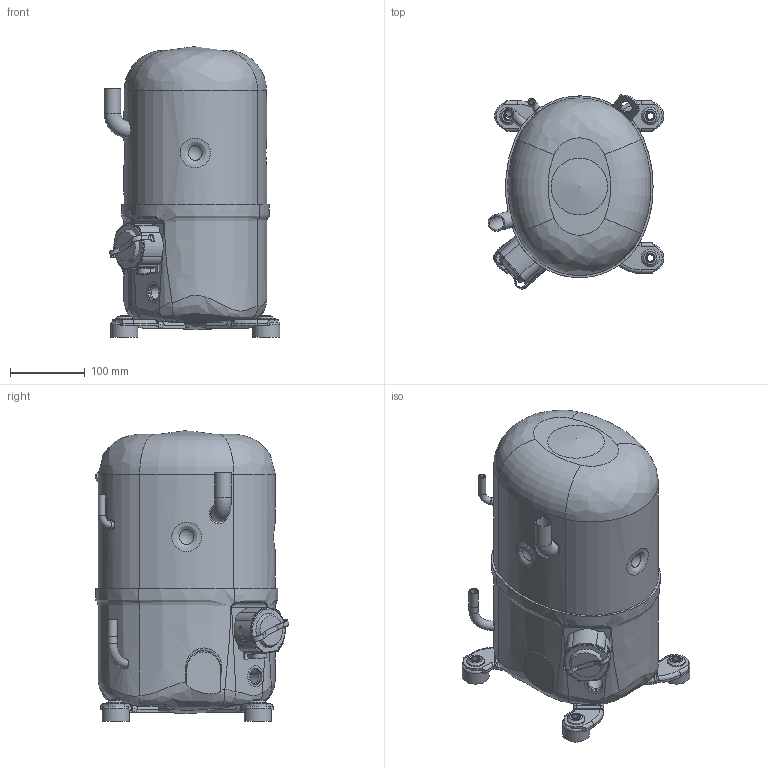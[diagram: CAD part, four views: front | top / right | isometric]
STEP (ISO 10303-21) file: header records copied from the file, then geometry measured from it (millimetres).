
FILE_DESCRIPTION(/* description */ (''),/* implementation_level */ '2;1');
FILE_NAME(/* name */ 'DCFH233_e-m.stp',/* time_stamp */ '2016-09-06T17:03:51+02:00',/* author */ (''),/* organization */ (''),/* preprocessor_version */ 'ST-DEVELOPER v14',/* originating_system */ 'SIEMENS PLM Software NX 8.0',/* authorisation */ '');
FILE_SCHEMA (('CONFIG_CONTROL_DESIGN'));
Length unit declared in the file: millimetre
Products named in the file (1): DCFH233_e-m
Bounding box: 235.9 x 260.28 x 390.38 mm (x, y, z)
Volume: 1063692.1 mm3; surface area: 768816.4 mm2
Topology: 35 solids, 35 shells, 917 faces, 2206 edges, 1395 vertices
Faces by surface type: plane 308, cylinder 278, bspline 158, torus 110, sphere 42, cone 21
Full cylindrical faces by diameter (mm): 3.18 x6, 3.2 x6, 3.7 x1, 4.2 x6, 4.7 x3, 6.2 x6, 6.45 x2, 6.9 x3, 8 x2, 8.2 x6, 8.7 x3, 8.8 x4, 9.55 x2, 9.6 x4, 9.8 x1, 11 x8, 12.65 x2, 12.7 x2, 12.8 x4, 12.95 x1, 14 x1, 19 x8, 19.2 x1, 19.33 x1, 20 x1, 21.9 x1, 22.2 x1, 22.33 x1, 22.45 x1, 23 x1
Entity records: 42799 total; most frequent: CARTESIAN_POINT 23645, DIRECTION 3793, ORIENTED_EDGE 3734, EDGE_CURVE 1867, AXIS2_PLACEMENT_3D 1563, VERTEX_POINT 1285, EDGE_LOOP 1270, ADVANCED_FACE 917
